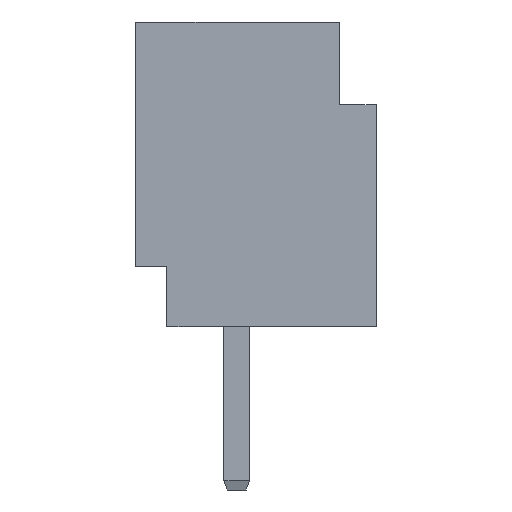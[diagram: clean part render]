
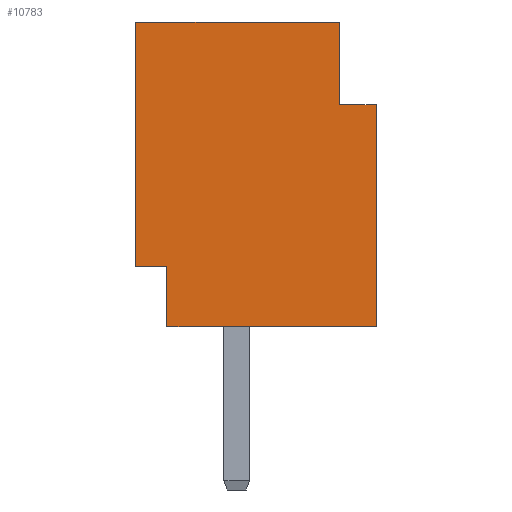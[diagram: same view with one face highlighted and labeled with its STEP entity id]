
A CAD part, left-side view. The second image highlights one B-rep face of the part: STEP entity #10783.
In plain terms, the highlighted planar face has unit normal (-1, 0, 0).
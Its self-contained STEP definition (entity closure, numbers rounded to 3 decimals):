
#483=ORIENTED_EDGE('',*,*,#2553,.T.);
#484=ORIENTED_EDGE('',*,*,#2643,.T.);
#485=ORIENTED_EDGE('',*,*,#2661,.T.);
#486=ORIENTED_EDGE('',*,*,#2662,.F.);
#487=ORIENTED_EDGE('',*,*,#2542,.F.);
#488=ORIENTED_EDGE('',*,*,#2654,.F.);
#489=ORIENTED_EDGE('',*,*,#2663,.F.);
#490=ORIENTED_EDGE('',*,*,#2664,.T.);
#2542=EDGE_CURVE('',#3636,#3637,#4328,.T.);
#2553=EDGE_CURVE('',#3647,#3646,#4339,.T.);
#2643=EDGE_CURVE('',#3646,#3732,#4429,.T.);
#2654=EDGE_CURVE('',#3740,#3636,#4440,.T.);
#2661=EDGE_CURVE('',#3732,#3745,#4447,.T.);
#2662=EDGE_CURVE('',#3637,#3745,#4448,.T.);
#2663=EDGE_CURVE('',#3746,#3740,#4449,.T.);
#2664=EDGE_CURVE('',#3746,#3647,#4450,.T.);
#3636=VERTEX_POINT('',#13429);
#3637=VERTEX_POINT('',#13431);
#3646=VERTEX_POINT('',#13452);
#3647=VERTEX_POINT('',#13454);
#3732=VERTEX_POINT('',#13631);
#3740=VERTEX_POINT('',#13653);
#3745=VERTEX_POINT('',#13668);
#3746=VERTEX_POINT('',#13671);
#4328=LINE('',#13430,#5158);
#4339=LINE('',#13453,#5169);
#4429=LINE('',#13632,#5259);
#4440=LINE('',#13654,#5270);
#4447=LINE('',#13667,#5277);
#4448=LINE('',#13669,#5278);
#4449=LINE('',#13670,#5279);
#4450=LINE('',#13672,#5280);
#5158=VECTOR('',#11720,1000.);
#5169=VECTOR('',#11735,1000.);
#5259=VECTOR('',#11831,1000.);
#5270=VECTOR('',#11848,1000.);
#5277=VECTOR('',#11859,1000.);
#5278=VECTOR('',#11860,1000.);
#5279=VECTOR('',#11861,1000.);
#5280=VECTOR('',#11862,1000.);
#6004=EDGE_LOOP('',(#483,#484,#485,#486,#487,#488,#489,#490));
#6524=FACE_BOUND('',#6004,.T.);
#7029=PLANE('',#11282);
#10783=ADVANCED_FACE('',(#6524),#7029,.T.);
#11282=AXIS2_PLACEMENT_3D('',#13666,#11857,#11858);
#11720=DIRECTION('',(0.,0.,-1.));
#11735=DIRECTION('',(0.,0.,-1.));
#11831=DIRECTION('',(0.,-1.,0.));
#11848=DIRECTION('',(0.,-1.,0.));
#11857=DIRECTION('',(-1.,0.,0.));
#11858=DIRECTION('',(0.,0.,1.));
#11859=DIRECTION('',(0.,0.,-1.));
#11860=DIRECTION('',(0.,1.,0.));
#11861=DIRECTION('',(0.,0.,-1.));
#11862=DIRECTION('',(0.,1.,0.));
#13429=CARTESIAN_POINT('',(-10.248,-1.93,3.073));
#13430=CARTESIAN_POINT('',(-10.248,-1.93,1.27));
#13431=CARTESIAN_POINT('',(-10.248,-1.93,0.));
#13452=CARTESIAN_POINT('',(-10.248,1.397,0.838));
#13453=CARTESIAN_POINT('',(-10.248,1.397,1.27));
#13454=CARTESIAN_POINT('',(-10.248,1.397,4.216));
#13631=CARTESIAN_POINT('',(-10.248,0.965,0.838));
#13632=CARTESIAN_POINT('',(-10.248,1.397,0.838));
#13653=CARTESIAN_POINT('',(-10.248,-1.422,3.073));
#13654=CARTESIAN_POINT('',(-10.248,-1.422,3.073));
#13666=CARTESIAN_POINT('',(-10.248,-1.93,1.27));
#13667=CARTESIAN_POINT('',(-10.248,0.965,0.838));
#13668=CARTESIAN_POINT('',(-10.248,0.965,0.));
#13669=CARTESIAN_POINT('',(-10.248,-1.93,0.));
#13670=CARTESIAN_POINT('',(-10.248,-1.422,4.216));
#13671=CARTESIAN_POINT('',(-10.248,-1.422,4.216));
#13672=CARTESIAN_POINT('',(-10.248,-1.93,4.216));
